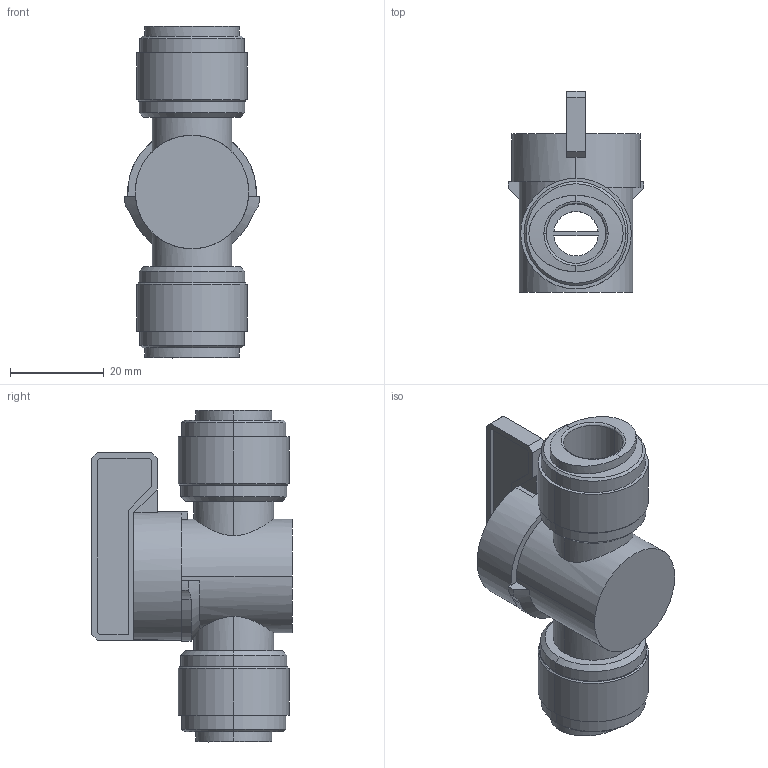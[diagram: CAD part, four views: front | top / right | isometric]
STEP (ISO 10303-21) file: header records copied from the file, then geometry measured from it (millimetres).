
FILE_DESCRIPTION (( 'STEP AP214' ), '1' );
FILE_NAME ('HVU12-P.step', '2017-08-29T20:44:38', ( '' ), ( '' ), 'SwSTEP 2.0', 'SolidWorks 2017', '' );
FILE_SCHEMA (( 'AUTOMOTIVE_DESIGN' ));
Length unit declared in the file: inch
Products named in the file (1): HVU12-P
Bounding box: 28.93 x 42.8 x 70.8 mm (x, y, z)
Volume: 28032.5 mm3; surface area: 11602.8 mm2
Topology: 1 solids, 1 shells, 121 faces, 305 edges, 195 vertices
Faces by surface type: plane 64, cylinder 32, cone 13, bspline 12
Entity records: 5014 total; most frequent: CARTESIAN_POINT 2094, ORIENTED_EDGE 610, DIRECTION 582, EDGE_CURVE 305, AXIS2_PLACEMENT_3D 205, VERTEX_POINT 195, LINE 172, VECTOR 172
